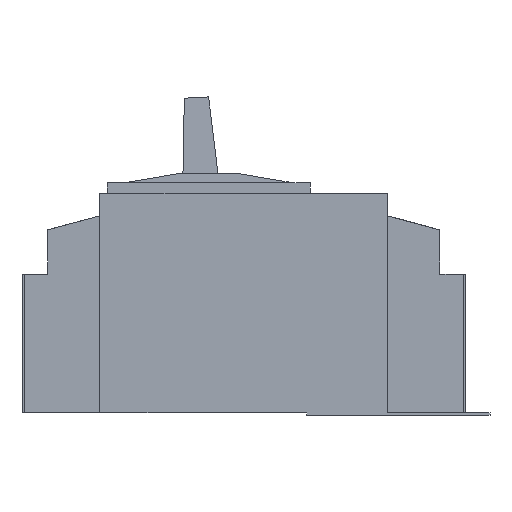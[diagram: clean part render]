
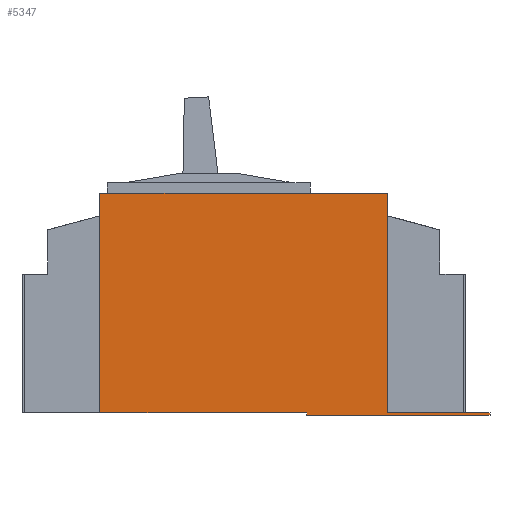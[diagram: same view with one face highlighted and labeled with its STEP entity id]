
A CAD part, left-side view. The second image highlights one B-rep face of the part: STEP entity #5347.
In plain terms, the highlighted planar face has unit normal (-1, 0, 0).
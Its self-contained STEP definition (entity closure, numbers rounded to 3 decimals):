
#224=ORIENTED_EDGE('',*,*,#1723,.F.);
#225=ORIENTED_EDGE('',*,*,#1750,.F.);
#226=ORIENTED_EDGE('',*,*,#1755,.F.);
#227=ORIENTED_EDGE('',*,*,#1756,.T.);
#228=ORIENTED_EDGE('',*,*,#1757,.T.);
#229=ORIENTED_EDGE('',*,*,#1758,.F.);
#230=ORIENTED_EDGE('',*,*,#1745,.F.);
#231=ORIENTED_EDGE('',*,*,#1702,.F.);
#1702=EDGE_CURVE('',#2471,#2465,#2994,.T.);
#1723=EDGE_CURVE('',#2492,#2471,#3015,.T.);
#1745=EDGE_CURVE('',#2465,#2512,#3037,.T.);
#1750=EDGE_CURVE('',#2515,#2492,#3042,.T.);
#1755=EDGE_CURVE('',#2519,#2515,#3047,.T.);
#1756=EDGE_CURVE('',#2519,#2520,#3048,.T.);
#1757=EDGE_CURVE('',#2520,#2521,#3049,.T.);
#1758=EDGE_CURVE('',#2512,#2521,#3050,.T.);
#2465=VERTEX_POINT('',#7452);
#2471=VERTEX_POINT('',#7464);
#2492=VERTEX_POINT('',#7508);
#2512=VERTEX_POINT('',#7551);
#2515=VERTEX_POINT('',#7559);
#2519=VERTEX_POINT('',#7571);
#2520=VERTEX_POINT('',#7573);
#2521=VERTEX_POINT('',#7575);
#2994=LINE('',#7465,#3700);
#3015=LINE('',#7507,#3721);
#3037=LINE('',#7550,#3743);
#3042=LINE('',#7560,#3748);
#3047=LINE('',#7570,#3753);
#3048=LINE('',#7572,#3754);
#3049=LINE('',#7574,#3755);
#3050=LINE('',#7576,#3756);
#3700=VECTOR('',#6048,1000.);
#3721=VECTOR('',#6071,1000.);
#3743=VECTOR('',#6095,1000.);
#3748=VECTOR('',#6102,1000.);
#3753=VECTOR('',#6111,1000.);
#3754=VECTOR('',#6112,1000.);
#3755=VECTOR('',#6113,1000.);
#3756=VECTOR('',#6114,1000.);
#4399=EDGE_LOOP('',(#224,#225,#226,#227,#228,#229,#230,#231));
#4751=FACE_BOUND('',#4399,.T.);
#5092=PLANE('',#5669);
#5347=ADVANCED_FACE('',(#4751),#5092,.F.);
#5669=AXIS2_PLACEMENT_3D('',#7569,#6109,#6110);
#6048=DIRECTION('',(0.,-1.,0.));
#6071=DIRECTION('',(0.,0.,1.));
#6095=DIRECTION('',(0.,0.,-1.));
#6102=DIRECTION('',(0.,1.,0.));
#6109=DIRECTION('',(1.,0.,0.));
#6110=DIRECTION('',(0.,0.,-1.));
#6111=DIRECTION('',(0.,0.,1.));
#6112=DIRECTION('',(0.,-1.,0.));
#6113=DIRECTION('',(0.,0.,1.));
#6114=DIRECTION('',(0.,-1.,0.));
#7452=CARTESIAN_POINT('',(0.,-67.5,103.));
#7464=CARTESIAN_POINT('',(0.,67.5,103.));
#7465=CARTESIAN_POINT('',(0.,67.5,103.));
#7507=CARTESIAN_POINT('',(0.,67.5,0.));
#7508=CARTESIAN_POINT('',(0.,67.5,0.));
#7550=CARTESIAN_POINT('',(0.,-67.5,103.));
#7551=CARTESIAN_POINT('',(0.,-67.5,0.));
#7559=CARTESIAN_POINT('',(0.,-29.503,0.));
#7560=CARTESIAN_POINT('',(0.,-67.5,0.));
#7569=CARTESIAN_POINT('',(0.,0.,0.));
#7570=CARTESIAN_POINT('',(0.,-29.503,-1.));
#7571=CARTESIAN_POINT('',(0.,-29.503,-1.));
#7572=CARTESIAN_POINT('',(0.,-29.503,-1.));
#7573=CARTESIAN_POINT('',(0.,-115.503,-1.));
#7574=CARTESIAN_POINT('',(0.,-115.503,-1.));
#7575=CARTESIAN_POINT('',(0.,-115.503,0.));
#7576=CARTESIAN_POINT('',(0.,-29.503,0.));
